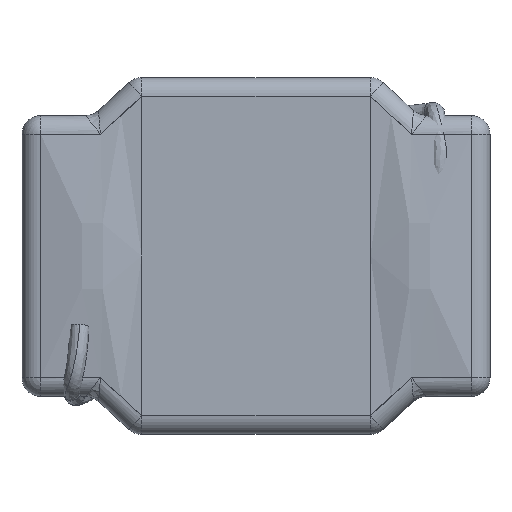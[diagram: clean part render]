
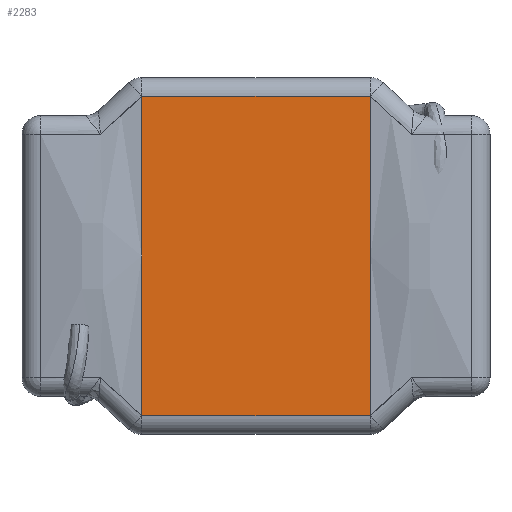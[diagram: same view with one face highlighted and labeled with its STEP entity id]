
A CAD part, front view. The second image highlights one B-rep face of the part: STEP entity #2283.
In plain terms, the highlighted planar face has unit normal (0, -1, 0).
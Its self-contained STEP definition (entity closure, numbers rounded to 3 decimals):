
#298 = VERTEX_POINT ( 'NONE', #8980 ) ;
#707 = CARTESIAN_POINT ( 'NONE',  ( -0.65, 0., 0.853 ) ) ;
#834 = EDGE_CURVE ( 'NONE', #2112, #4098, #5959, .T. ) ;
#894 = ORIENTED_EDGE ( 'NONE', *, *, #7400, .F. ) ;
#1498 = VECTOR ( 'NONE', #6118, 1000. ) ;
#1910 = CARTESIAN_POINT ( 'NONE',  ( 0.65, 0., -0.853 ) ) ;
#2079 = VECTOR ( 'NONE', #5621, 1000. ) ;
#2112 = VERTEX_POINT ( 'NONE', #5055 ) ;
#2131 = CARTESIAN_POINT ( 'NONE',  ( 0.611, 0., 0.853 ) ) ;
#2283 = ADVANCED_FACE ( 'NONE', ( #4412 ), #8735, .T. ) ;
#2348 = DIRECTION ( 'NONE',  ( 0., -1., 0. ) ) ;
#2769 = DIRECTION ( 'NONE',  ( 0., 0., -1. ) ) ;
#3093 = LINE ( 'NONE', #5315, #4754 ) ;
#3115 = CARTESIAN_POINT ( 'NONE',  ( 0., 0., 0. ) ) ;
#3372 = EDGE_CURVE ( 'NONE', #2112, #6283, #3962, .T. ) ;
#3906 = DIRECTION ( 'NONE',  ( 0., 0., 1. ) ) ;
#3962 = LINE ( 'NONE', #707, #2079 ) ;
#4096 = VECTOR ( 'NONE', #2769, 1000. ) ;
#4098 = VERTEX_POINT ( 'NONE', #5124 ) ;
#4412 = FACE_OUTER_BOUND ( 'NONE', #5077, .T. ) ;
#4754 = VECTOR ( 'NONE', #3906, 1000. ) ;
#4874 = EDGE_CURVE ( 'NONE', #298, #4098, #5459, .T. ) ;
#5055 = CARTESIAN_POINT ( 'NONE',  ( 0.611, -0.001, 0.853 ) ) ;
#5077 = EDGE_LOOP ( 'NONE', ( #6302, #6030, #5366, #894 ) ) ;
#5124 = CARTESIAN_POINT ( 'NONE',  ( 0.611, -0.001, -0.853 ) ) ;
#5315 = CARTESIAN_POINT ( 'NONE',  ( -0.611, 0., 0.853 ) ) ;
#5366 = ORIENTED_EDGE ( 'NONE', *, *, #3372, .T. ) ;
#5459 = LINE ( 'NONE', #1910, #1498 ) ;
#5621 = DIRECTION ( 'NONE',  ( -1., 0., 0. ) ) ;
#5959 = LINE ( 'NONE', #2131, #4096 ) ;
#6030 = ORIENTED_EDGE ( 'NONE', *, *, #834, .F. ) ;
#6118 = DIRECTION ( 'NONE',  ( 1., 0., 0. ) ) ;
#6283 = VERTEX_POINT ( 'NONE', #7543 ) ;
#6302 = ORIENTED_EDGE ( 'NONE', *, *, #4874, .T. ) ;
#7228 = AXIS2_PLACEMENT_3D ( 'NONE', #3115, #2348, #7275 ) ;
#7275 = DIRECTION ( 'NONE',  ( 0., 0., -1. ) ) ;
#7400 = EDGE_CURVE ( 'NONE', #298, #6283, #3093, .T. ) ;
#7543 = CARTESIAN_POINT ( 'NONE',  ( -0.611, -0.001, 0.853 ) ) ;
#8735 = PLANE ( 'NONE',  #7228 ) ;
#8980 = CARTESIAN_POINT ( 'NONE',  ( -0.611, -0.001, -0.853 ) ) ;
